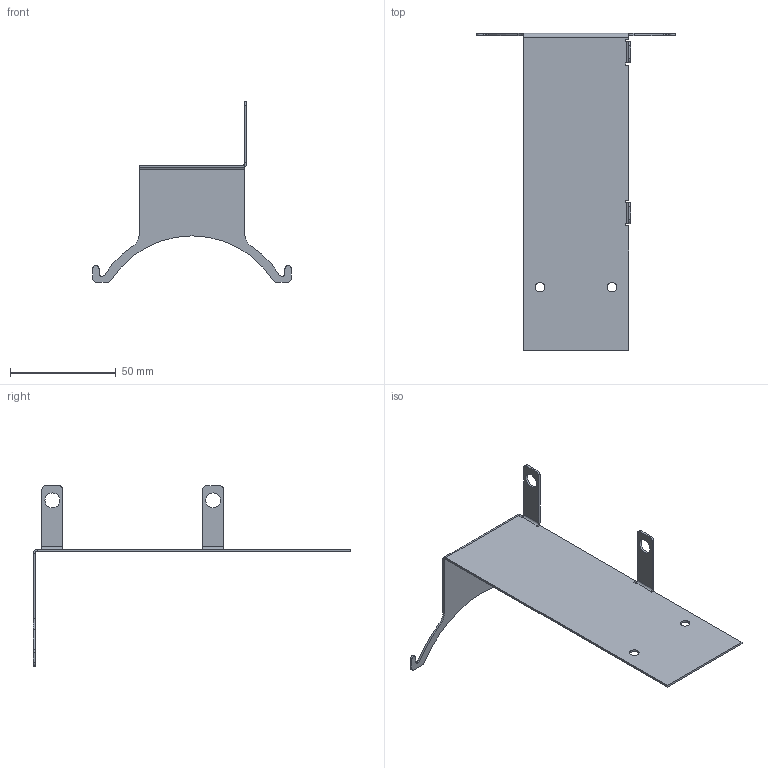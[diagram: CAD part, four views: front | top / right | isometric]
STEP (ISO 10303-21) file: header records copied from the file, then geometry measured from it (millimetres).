
FILE_DESCRIPTION(/* description */ (''),/* implementation_level */ '2;1');
FILE_NAME(/* name */ 'Glass fixer plate.stp',/* time_stamp */ '2020-08-22T12:36:13-04:00',/* author */ ('ignac'),/* organization */ (''),/* preprocessor_version */ 'ST-DEVELOPER v18',/* originating_system */ 'Autodesk Inventor 2020',/* authorisation */ '');
FILE_SCHEMA (('AUTOMOTIVE_DESIGN { 1 0 10303 214 3 1 1 }'));
Length unit declared in the file: millimetre
Products named in the file (1): Glass fixer plate
Bounding box: 93.92 x 150 x 85.5 mm (x, y, z)
Volume: 9945.1 mm3; surface area: 20697.7 mm2
Topology: 1 solids, 1 shells, 76 faces, 202 edges, 128 vertices
Faces by surface type: plane 47, cylinder 29
Full cylindrical faces by diameter (mm): 4.5 x2, 7 x2
Entity records: 2405 total; most frequent: DIRECTION 418, CARTESIAN_POINT 407, ORIENTED_EDGE 404, EDGE_CURVE 202, LINE 140, VECTOR 140, AXIS2_PLACEMENT_3D 139, VERTEX_POINT 128
